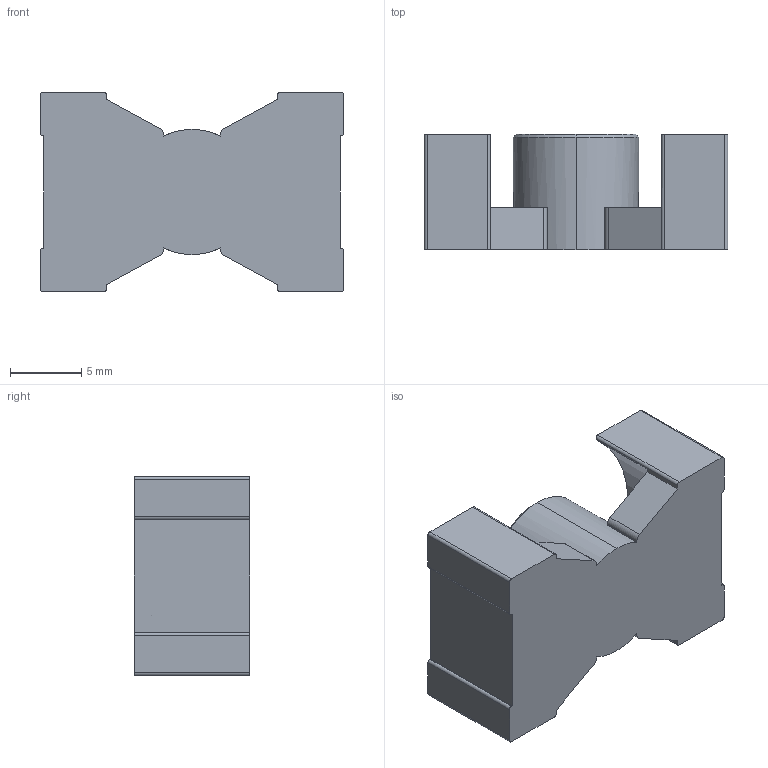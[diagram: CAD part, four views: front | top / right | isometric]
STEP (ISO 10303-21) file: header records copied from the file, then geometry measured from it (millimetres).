
FILE_DESCRIPTION (( 'STEP AP214' ), '1' );
FILE_NAME ('PQ 20X16.STEP', '2020-12-19T19:32:23', ( '' ), ( '' ), 'SwSTEP 2.0', 'SolidWorks 2020', '' );
FILE_SCHEMA (( 'AUTOMOTIVE_DESIGN' ));
Length unit declared in the file: millimetre
Products named in the file (1): PQ 20X16
Bounding box: 21.3 x 8.1 x 14 mm (x, y, z)
Volume: 1402.3 mm3; surface area: 1256.1 mm2
Topology: 1 solids, 1 shells, 60 faces, 172 edges, 114 vertices
Faces by surface type: plane 32, cylinder 24, cone 4
Entity records: 2018 total; most frequent: CARTESIAN_POINT 383, ORIENTED_EDGE 344, DIRECTION 334, EDGE_CURVE 172, VERTEX_POINT 114, AXIS2_PLACEMENT_3D 113, VECTOR 108, LINE 108
